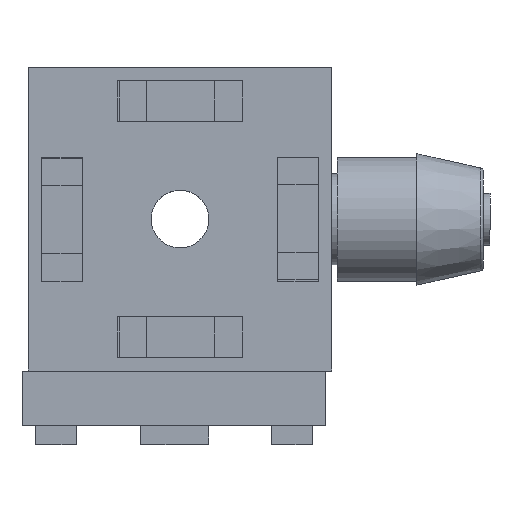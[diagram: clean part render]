
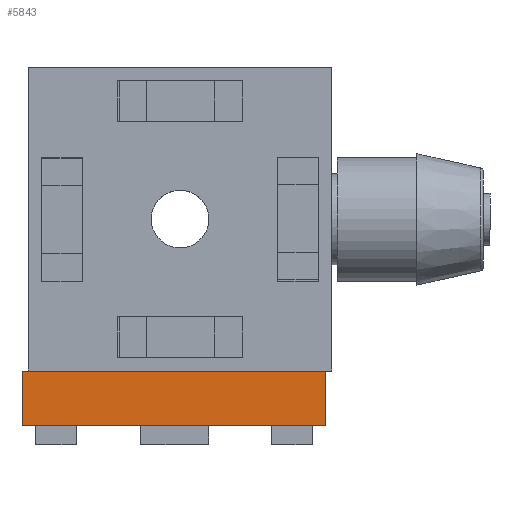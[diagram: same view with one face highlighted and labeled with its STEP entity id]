
A CAD part, top view. The second image highlights one B-rep face of the part: STEP entity #5843.
In plain terms, the highlighted planar face has unit normal (0, 0, 1).
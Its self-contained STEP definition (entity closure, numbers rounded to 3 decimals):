
#95 = VECTOR ( 'NONE', #190, 1000. ) ;
#190 = DIRECTION ( 'NONE',  ( 0., -1., 0. ) ) ;
#326 = AXIS2_PLACEMENT_3D ( 'NONE', #7288, #5711, #477 ) ;
#355 = CARTESIAN_POINT ( 'NONE',  ( -22.4, 8., 22.4 ) ) ;
#477 = DIRECTION ( 'NONE',  ( -1., 0., 0. ) ) ;
#1227 = PLANE ( 'NONE',  #326 ) ;
#1485 = EDGE_CURVE ( 'NONE', #4022, #3759, #5075, .T. ) ;
#2022 = ORIENTED_EDGE ( 'NONE', *, *, #1485, .T. ) ;
#2373 = VERTEX_POINT ( 'NONE', #7922 ) ;
#2470 = ORIENTED_EDGE ( 'NONE', *, *, #5282, .T. ) ;
#2654 = CARTESIAN_POINT ( 'NONE',  ( -22.4, 8., 22.4 ) ) ;
#2983 = VECTOR ( 'NONE', #6912, 1000. ) ;
#3114 = VECTOR ( 'NONE', #3735, 1000. ) ;
#3182 = VERTEX_POINT ( 'NONE', #2654 ) ;
#3735 = DIRECTION ( 'NONE',  ( 1., 0., 0. ) ) ;
#3759 = VERTEX_POINT ( 'NONE', #9113 ) ;
#3853 = CARTESIAN_POINT ( 'NONE',  ( -22.4, 8., 22.4 ) ) ;
#3964 = LINE ( 'NONE', #355, #7632 ) ;
#4022 = VERTEX_POINT ( 'NONE', #6270 ) ;
#4373 = FACE_OUTER_BOUND ( 'NONE', #6498, .T. ) ;
#4939 = LINE ( 'NONE', #8075, #2983 ) ;
#5075 = LINE ( 'NONE', #6469, #3114 ) ;
#5282 = EDGE_CURVE ( 'NONE', #3182, #4022, #6216, .T. ) ;
#5528 = DIRECTION ( 'NONE',  ( 1., 0., 0. ) ) ;
#5553 = EDGE_CURVE ( 'NONE', #2373, #3759, #4939, .T. ) ;
#5711 = DIRECTION ( 'NONE',  ( 0., 0., -1. ) ) ;
#5843 = ADVANCED_FACE ( 'NONE', ( #4373 ), #1227, .F. ) ;
#6216 = LINE ( 'NONE', #3853, #95 ) ;
#6270 = CARTESIAN_POINT ( 'NONE',  ( -22.4, 0., 22.4 ) ) ;
#6469 = CARTESIAN_POINT ( 'NONE',  ( -22.4, 0., 22.4 ) ) ;
#6498 = EDGE_LOOP ( 'NONE', ( #2022, #9103, #8343, #2470 ) ) ;
#6912 = DIRECTION ( 'NONE',  ( 0., -1., 0. ) ) ;
#7288 = CARTESIAN_POINT ( 'NONE',  ( -22.4, 8., 22.4 ) ) ;
#7632 = VECTOR ( 'NONE', #5528, 1000. ) ;
#7855 = EDGE_CURVE ( 'NONE', #3182, #2373, #3964, .T. ) ;
#7922 = CARTESIAN_POINT ( 'NONE',  ( 22.4, 8., 22.4 ) ) ;
#8075 = CARTESIAN_POINT ( 'NONE',  ( 22.4, 8., 22.4 ) ) ;
#8343 = ORIENTED_EDGE ( 'NONE', *, *, #7855, .F. ) ;
#9103 = ORIENTED_EDGE ( 'NONE', *, *, #5553, .F. ) ;
#9113 = CARTESIAN_POINT ( 'NONE',  ( 22.4, 0., 22.4 ) ) ;
